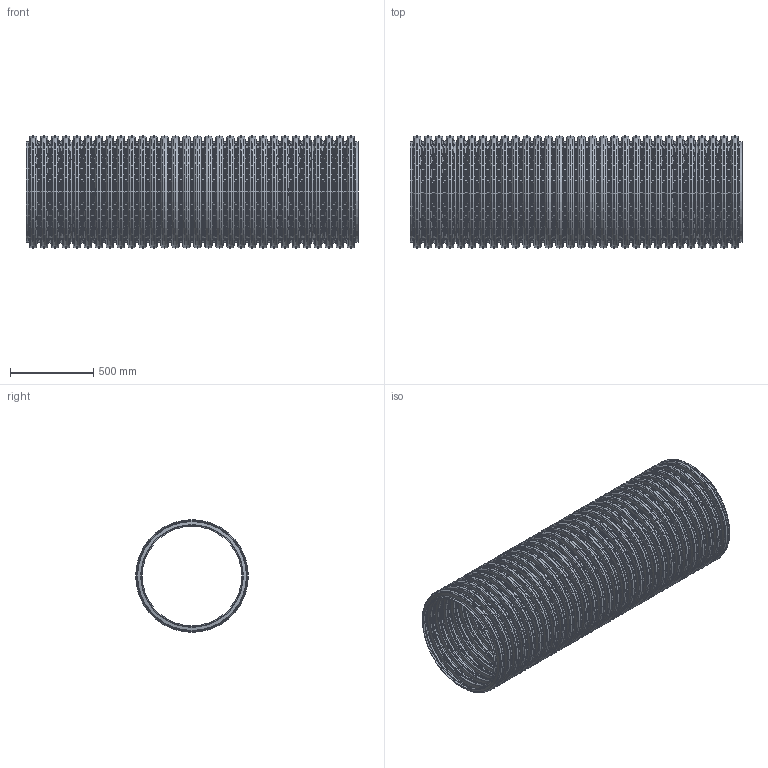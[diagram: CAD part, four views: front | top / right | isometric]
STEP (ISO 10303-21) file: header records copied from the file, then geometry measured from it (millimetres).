
FILE_DESCRIPTION(/* description */ (''),/* implementation_level */ '2;1');
FILE_NAME(/* name */ '661120z.stp',/* time_stamp */ '2024-11-13T12:22:12+01:00',/* author */ ('corinna'),/* organization */ (''),/* preprocessor_version */ 'ST-DEVELOPER v20',/* originating_system */ 'Autodesk Inventor 2024',/* authorisation */ '');
FILE_SCHEMA (('AUTOMOTIVE_DESIGN { 1 0 10303 214 3 1 1 }'));
Length unit declared in the file: millimetre
Products named in the file (1): 661120z
Bounding box: 2000 x 678.29 x 678.29 mm (x, y, z)
Volume: 27540123.9 mm3; surface area: 13770053.9 mm2
Topology: 1 solids, 1 shells, 604 faces, 1866 edges, 1264 vertices
Faces by surface type: torus 300, cone 240, cylinder 62, plane 2
Full cylindrical faces by diameter (mm): 600 x31, 607.993 x31
Entity records: 22041 total; most frequent: DIRECTION 4640, CARTESIAN_POINT 3735, ORIENTED_EDGE 3732, AXIS2_PLACEMENT_3D 2169, EDGE_CURVE 1866, CIRCLE 1564, VERTEX_POINT 1264, EDGE_LOOP 606
